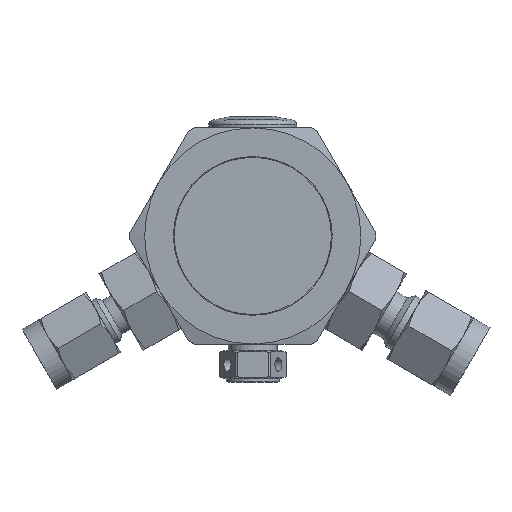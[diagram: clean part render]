
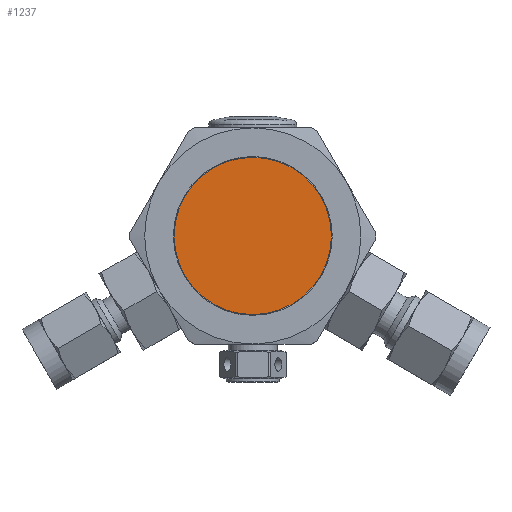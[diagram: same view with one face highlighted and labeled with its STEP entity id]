
A CAD part, top view. The second image highlights one B-rep face of the part: STEP entity #1237.
In plain terms, the highlighted planar face has unit normal (0, 0, 1).
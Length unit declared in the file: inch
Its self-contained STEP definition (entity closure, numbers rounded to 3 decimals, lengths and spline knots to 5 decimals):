
#1237=ADVANCED_FACE('',(#2360),#2361,.T.);
#2360=FACE_OUTER_BOUND('',#3385,.T.);
#2361=PLANE('',#3386);
#3385=EDGE_LOOP('',(#5497));
#3386=AXIS2_PLACEMENT_3D('',#5498,#5499,#5500);
#5497=ORIENTED_EDGE('',*,*,#6276,.T.);
#5498=CARTESIAN_POINT('',(0.0,0.0,0.005));
#5499=DIRECTION('',(0.0,0.0,1.0));
#5500=DIRECTION('',(1.0,0.0,0.0));
#6276=EDGE_CURVE('',#7385,#7385,#7386,.T.);
#7385=VERTEX_POINT('',#9942);
#7386=CIRCLE('',#9943,0.5);
#9942=CARTESIAN_POINT('',(0.5,0.0,0.005));
#9943=AXIS2_PLACEMENT_3D('',#10722,#10723,#10724);
#10722=CARTESIAN_POINT('',(0.0,0.0,0.005));
#10723=DIRECTION('',(0.0,0.0,1.0));
#10724=DIRECTION('',(1.0,0.0,0.0));
